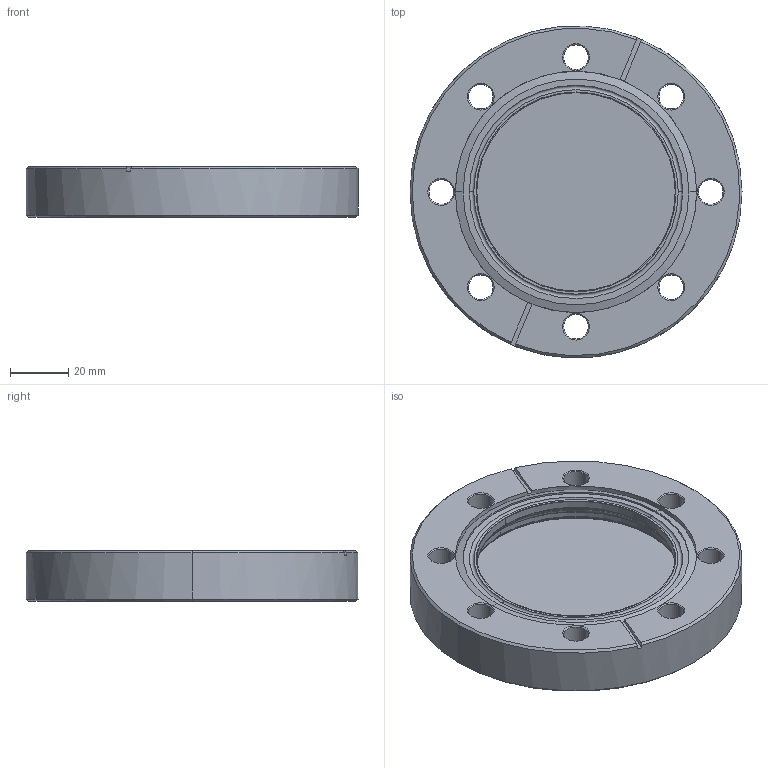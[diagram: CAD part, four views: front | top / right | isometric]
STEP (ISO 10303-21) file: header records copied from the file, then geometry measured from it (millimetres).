
FILE_DESCRIPTION (( 'STEP AP203' ), '1' );
FILE_NAME ('450004.STEP', '2009-12-02T18:30:50', ( 'MIS' ), ( '' ), 'SwSTEP 2.0', 'SolidWorks 2009', '' );
FILE_SCHEMA (( 'CONFIG_CONTROL_DESIGN' ));
Length unit declared in the file: inch
Products named in the file (1): 450004
Bounding box: 113.54 x 113.54 x 17.28 mm (x, y, z)
Volume: 116732.4 mm3; surface area: 45368.9 mm2
Topology: 3 solids, 3 shells, 129 faces, 284 edges, 163 vertices
Faces by surface type: cone 53, cylinder 42, torus 18, plane 16
Entity records: 3652 total; most frequent: DIRECTION 703, CARTESIAN_POINT 601, ORIENTED_EDGE 568, AXIS2_PLACEMENT_3D 297, EDGE_CURVE 284, CIRCLE 167, VERTEX_POINT 163, EDGE_LOOP 151
